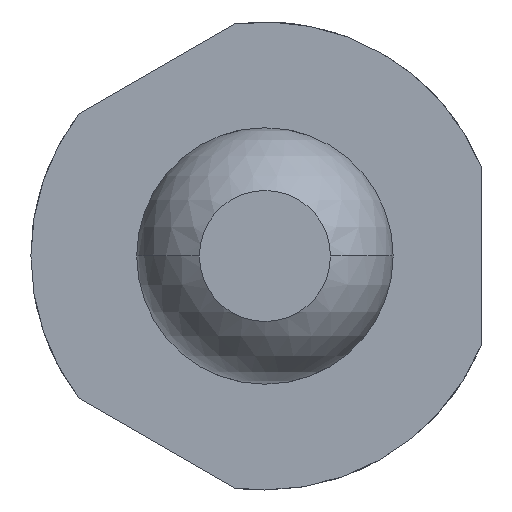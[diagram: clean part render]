
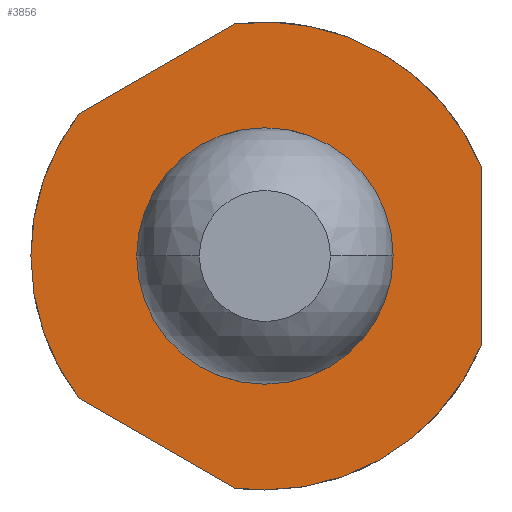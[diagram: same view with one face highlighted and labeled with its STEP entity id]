
A CAD part, front view. The second image highlights one B-rep face of the part: STEP entity #3856.
In plain terms, the highlighted planar face has unit normal (0, -1, 0).
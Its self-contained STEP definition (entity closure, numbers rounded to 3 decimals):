
#36 = VERTEX_POINT ( 'NONE', #3795 ) ;
#143 = DIRECTION ( 'NONE',  ( 0., 0., -1. ) ) ;
#309 = EDGE_LOOP ( 'NONE', ( #3647, #1068 ) ) ;
#403 = DIRECTION ( 'NONE',  ( -0.866, 0., -0.5 ) ) ;
#561 = CARTESIAN_POINT ( 'NONE',  ( 0., 6.4, -1.25 ) ) ;
#602 = CARTESIAN_POINT ( 'NONE',  ( 0., 6.4, 0.45 ) ) ;
#603 = ORIENTED_EDGE ( 'NONE', *, *, #2712, .T. ) ;
#617 = DIRECTION ( 'NONE',  ( 0., 1., 0. ) ) ;
#681 = EDGE_CURVE ( 'Defeature ausgef�hrt1_10+Defeature ausgef�hrt1_11+Defeature ausgef�hrt1_9+Defeature ausgef�hrt1_7', #1875, #4576, #683, .T. ) ;
#683 = LINE ( 'NONE', #809, #1400 ) ;
#734 = DIRECTION ( 'NONE',  ( 0., 1., 0. ) ) ;
#746 = VECTOR ( 'NONE', #2741, 1000. ) ;
#809 = CARTESIAN_POINT ( 'NONE',  ( 1.155, 6.4, 0. ) ) ;
#816 = CARTESIAN_POINT ( 'NONE',  ( -0.992, 6.4, -0.761 ) ) ;
#930 = CARTESIAN_POINT ( 'NONE',  ( 1.155, 6.4, 0.479 ) ) ;
#952 = EDGE_CURVE ( 'Defeature ausgef�hrt1_9+Defeature ausgef�hrt1_10+Defeature ausgef�hrt1_11+Defeature ausgef�hrt1_13', #1508, #36, #2806, .T. ) ;
#984 = CARTESIAN_POINT ( 'NONE',  ( 0., 6.4, 0. ) ) ;
#1029 = FACE_BOUND ( 'NONE', #309, .T. ) ;
#1051 = CARTESIAN_POINT ( 'NONE',  ( 0., 6.4, 0. ) ) ;
#1068 = ORIENTED_EDGE ( 'NONE', *, *, #2550, .T. ) ;
#1081 = CARTESIAN_POINT ( 'NONE',  ( 0., 6.4, 0. ) ) ;
#1096 = AXIS2_PLACEMENT_3D ( 'NONE', #1081, #734, #1448 ) ;
#1208 = CARTESIAN_POINT ( 'NONE',  ( -0.992, 6.4, 0.761 ) ) ;
#1216 = AXIS2_PLACEMENT_3D ( 'NONE', #1051, #3222, #2151 ) ;
#1264 = ORIENTED_EDGE ( 'NONE', *, *, #681, .T. ) ;
#1316 = AXIS2_PLACEMENT_3D ( 'NONE', #4234, #617, #2085 ) ;
#1336 = EDGE_CURVE ( 'Defeature ausgef�hrt1_7+Defeature ausgef�hrt1_10+Defeature ausgef�hrt1_12+Defeature ausgef�hrt1_11', #1753, #4576, #3053, .T. ) ;
#1400 = VECTOR ( 'NONE', #3687, 1000. ) ;
#1448 = DIRECTION ( 'NONE',  ( 0., 0., -1. ) ) ;
#1508 = VERTEX_POINT ( 'NONE', #561 ) ;
#1518 = ORIENTED_EDGE ( 'NONE', *, *, #952, .F. ) ;
#1519 = CARTESIAN_POINT ( 'NONE',  ( -0.163, 6.4, 1.239 ) ) ;
#1688 = EDGE_CURVE ( 'Defeature ausgef�hrt1_9+Defeature ausgef�hrt1_10+Defeature ausgef�hrt1_11+Defeature ausgef�hrt1_13', #1875, #1508, #4514, .T. ) ;
#1725 = CIRCLE ( 'NONE', #4587, 0.45 ) ;
#1753 = VERTEX_POINT ( 'NONE', #1519 ) ;
#1875 = VERTEX_POINT ( 'NONE', #3076 ) ;
#1920 = EDGE_CURVE ( 'Defeature ausgef�hrt1_8+Defeature ausgef�hrt1_10+Defeature ausgef�hrt1_13+Defeature ausgef�hrt1_12', #2241, #2916, #4622, .T. ) ;
#1997 = FACE_OUTER_BOUND ( 'NONE', #3402, .T. ) ;
#2017 = AXIS2_PLACEMENT_3D ( 'NONE', #3577, #2839, #3610 ) ;
#2085 = DIRECTION ( 'NONE',  ( 0., 0., -1. ) ) ;
#2124 = CARTESIAN_POINT ( 'NONE',  ( 0., 6.4, -0.45 ) ) ;
#2151 = DIRECTION ( 'NONE',  ( 0., 0., -1. ) ) ;
#2241 = VERTEX_POINT ( 'NONE', #816 ) ;
#2272 = DIRECTION ( 'NONE',  ( 0., 1., 0. ) ) ;
#2389 = EDGE_CURVE ( 'Defeature ausgef�hrt1_10+Defeature ausgef�hrt1_13+Defeature ausgef�hrt1_8+Defeature ausgef�hrt1_9', #2241, #36, #4233, .T. ) ;
#2396 = PLANE ( 'NONE',  #1316 ) ;
#2550 = EDGE_CURVE ( 'Defeature ausgef�hrt1_10+Defeature ausgef�hrt1_6+Defeature ausgef�hrt1_6+Defeature ausgef�hrt1_6', #3507, #4265, #1725, .T. ) ;
#2572 = ORIENTED_EDGE ( 'NONE', *, *, #2389, .T. ) ;
#2706 = CIRCLE ( 'NONE', #1216, 0.45 ) ;
#2712 = EDGE_CURVE ( 'Defeature ausgef�hrt1_10+Defeature ausgef�hrt1_12+Defeature ausgef�hrt1_7+Defeature ausgef�hrt1_8', #1753, #2916, #4332, .T. ) ;
#2741 = DIRECTION ( 'NONE',  ( 0.866, 0., -0.5 ) ) ;
#2806 = CIRCLE ( 'NONE', #2017, 1.25 ) ;
#2839 = DIRECTION ( 'NONE',  ( 0., 1., 0. ) ) ;
#2907 = ORIENTED_EDGE ( 'NONE', *, *, #1688, .F. ) ;
#2916 = VERTEX_POINT ( 'NONE', #1208 ) ;
#2986 = VECTOR ( 'NONE', #403, 1000. ) ;
#3053 = CIRCLE ( 'NONE', #3690, 1.25 ) ;
#3076 = CARTESIAN_POINT ( 'NONE',  ( 1.155, 6.4, -0.479 ) ) ;
#3222 = DIRECTION ( 'NONE',  ( 0., 1., 0. ) ) ;
#3324 = ORIENTED_EDGE ( 'NONE', *, *, #1336, .F. ) ;
#3367 = AXIS2_PLACEMENT_3D ( 'NONE', #4565, #3860, #3501 ) ;
#3402 = EDGE_LOOP ( 'NONE', ( #3324, #603, #4107, #2572, #1518, #2907, #1264 ) ) ;
#3501 = DIRECTION ( 'NONE',  ( 0., 0., -1. ) ) ;
#3507 = VERTEX_POINT ( 'NONE', #2124 ) ;
#3528 = DIRECTION ( 'NONE',  ( 0., 0., -1. ) ) ;
#3577 = CARTESIAN_POINT ( 'NONE',  ( 0., 6.4, 0. ) ) ;
#3610 = DIRECTION ( 'NONE',  ( 0., 0., -1. ) ) ;
#3647 = ORIENTED_EDGE ( 'NONE', *, *, #4040, .T. ) ;
#3687 = DIRECTION ( 'NONE',  ( 0., 0., 1. ) ) ;
#3690 = AXIS2_PLACEMENT_3D ( 'NONE', #4077, #2272, #143 ) ;
#3795 = CARTESIAN_POINT ( 'NONE',  ( -0.163, 6.4, -1.239 ) ) ;
#3856 = ADVANCED_FACE ( 'Defeature ausgef�hrt1_10', ( #1997, #1029 ), #2396, .F. ) ;
#3860 = DIRECTION ( 'NONE',  ( 0., 1., 0. ) ) ;
#3954 = CARTESIAN_POINT ( 'NONE',  ( -1.515, 6.4, 0.459 ) ) ;
#4040 = EDGE_CURVE ( 'Defeature ausgef�hrt1_10+Defeature ausgef�hrt1_6+Defeature ausgef�hrt1_6+Defeature ausgef�hrt1_6', #4265, #3507, #2706, .T. ) ;
#4077 = CARTESIAN_POINT ( 'NONE',  ( 0., 6.4, 0. ) ) ;
#4107 = ORIENTED_EDGE ( 'NONE', *, *, #1920, .F. ) ;
#4133 = CARTESIAN_POINT ( 'NONE',  ( -1.515, 6.4, -0.459 ) ) ;
#4233 = LINE ( 'NONE', #4133, #746 ) ;
#4234 = CARTESIAN_POINT ( 'NONE',  ( -1.25, 6.4, 0. ) ) ;
#4265 = VERTEX_POINT ( 'NONE', #602 ) ;
#4332 = LINE ( 'NONE', #3954, #2986 ) ;
#4514 = CIRCLE ( 'NONE', #1096, 1.25 ) ;
#4565 = CARTESIAN_POINT ( 'NONE',  ( 0., 6.4, 0. ) ) ;
#4576 = VERTEX_POINT ( 'NONE', #930 ) ;
#4585 = DIRECTION ( 'NONE',  ( 0., 1., 0. ) ) ;
#4587 = AXIS2_PLACEMENT_3D ( 'NONE', #984, #4585, #3528 ) ;
#4622 = CIRCLE ( 'NONE', #3367, 1.25 ) ;
